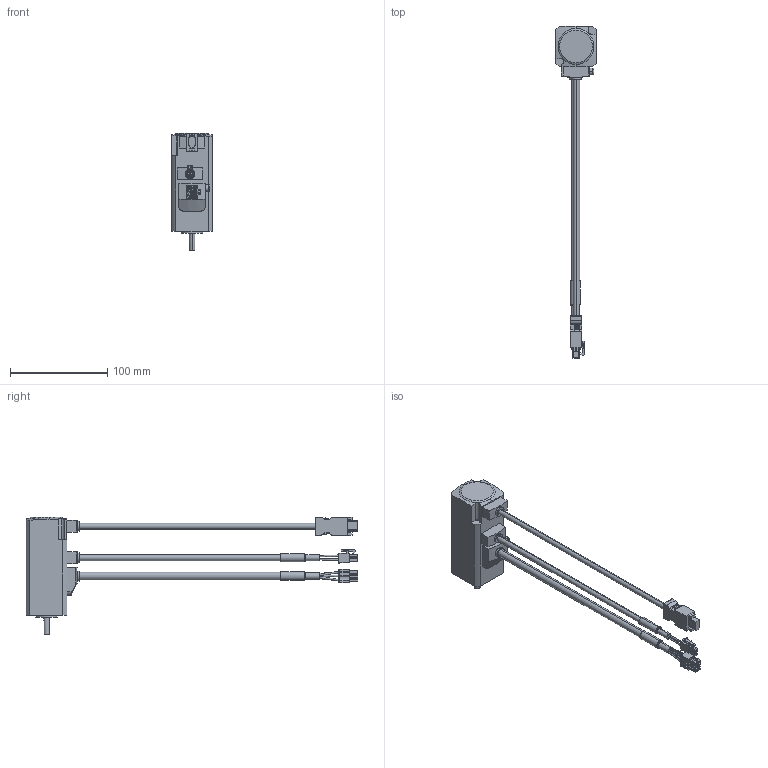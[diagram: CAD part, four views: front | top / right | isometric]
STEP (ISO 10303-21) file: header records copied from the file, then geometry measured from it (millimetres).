
FILE_DESCRIPTION (( 'STEP AP203' ), '1' );
FILE_NAME ('AZM46MC.STEP', '2015-05-13T02:29:21', ( 'om' ), ( 'Hewlett-Packard Company' ), 'SwSTEP 2.0', 'SolidWorks 2014', '' );
FILE_SCHEMA (( 'CONFIG_CONTROL_DESIGN' ));
Length unit declared in the file: millimetre
Products named in the file (1): AZM46MC
Bounding box: 42 x 342 x 121.4 mm (x, y, z)
Volume: 224689.9 mm3; surface area: 45851.5 mm2
Topology: 1 solids, 8 shells, 709 faces, 1869 edges, 1213 vertices
Faces by surface type: plane 557, cylinder 106, cone 18, bspline 15, torus 11, sphere 2
Entity records: 23120 total; most frequent: CARTESIAN_POINT 5486, ORIENTED_EDGE 3722, DIRECTION 3442, EDGE_CURVE 1861, VECTOR 1532, LINE 1532, VERTEX_POINT 1213, AXIS2_PLACEMENT_3D 955
